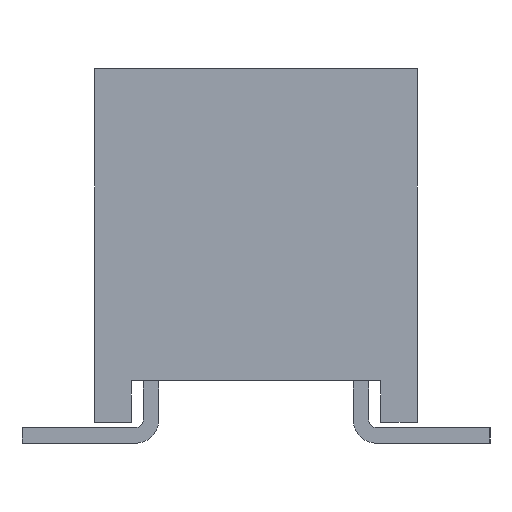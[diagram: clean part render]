
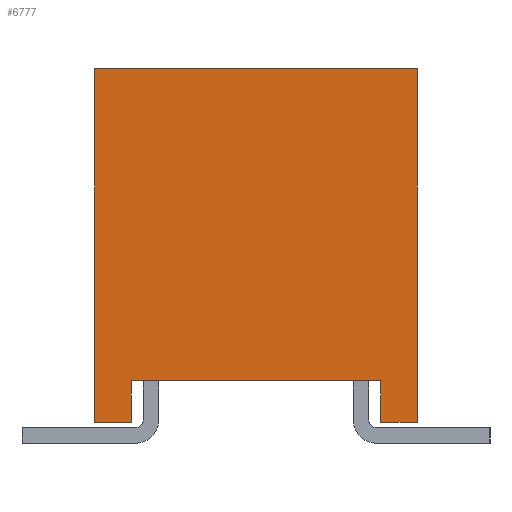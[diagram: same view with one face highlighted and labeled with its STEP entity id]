
A CAD part, left-side view. The second image highlights one B-rep face of the part: STEP entity #6777.
In plain terms, the highlighted planar face has unit normal (-1, 0, 0).
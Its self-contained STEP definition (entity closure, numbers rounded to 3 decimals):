
#401=PLANE($,#7283);
#782=FACE_OUTER_BOUND($,#1204,.T.);
#1204=EDGE_LOOP($,(#6292,#6293,#6294,#6295,#6296,#6297,#6298,#6299));
#1625=LINE($,#10081,#2473);
#1633=LINE($,#10098,#2481);
#2030=LINE($,#10892,#2878);
#2033=LINE($,#10898,#2881);
#2036=LINE($,#10905,#2884);
#2039=LINE($,#10910,#2887);
#2043=LINE($,#10916,#2891);
#2044=LINE($,#10918,#2892);
#2473=VECTOR($,#8268,2.4);
#2481=VECTOR($,#8278,3.1);
#2878=VECTOR($,#8983,0.4);
#2881=VECTOR($,#8988,0.35);
#2884=VECTOR($,#8993,0.35);
#2887=VECTOR($,#8998,3.4);
#2891=VECTOR($,#9006,3.4);
#2892=VECTOR($,#9009,0.4);
#3321=VERTEX_POINT($,#10078);
#3322=VERTEX_POINT($,#10080);
#3329=VERTEX_POINT($,#10095);
#3330=VERTEX_POINT($,#10097);
#3572=VERTEX_POINT($,#10889);
#3575=VERTEX_POINT($,#10896);
#3577=VERTEX_POINT($,#10902);
#3578=VERTEX_POINT($,#10904);
#4073=EDGE_CURVE($,#3322,#3321,#1625,.T.);
#4081=EDGE_CURVE($,#3330,#3329,#1633,.T.);
#4478=EDGE_CURVE($,#3321,#3572,#2030,.T.);
#4481=EDGE_CURVE($,#3572,#3575,#2033,.T.);
#4484=EDGE_CURVE($,#3578,#3577,#2036,.T.);
#4487=EDGE_CURVE($,#3575,#3330,#2039,.T.);
#4491=EDGE_CURVE($,#3329,#3578,#2043,.T.);
#4492=EDGE_CURVE($,#3577,#3322,#2044,.T.);
#6292=ORIENTED_EDGE($,*,*,#4081,.T.);
#6293=ORIENTED_EDGE($,*,*,#4491,.T.);
#6294=ORIENTED_EDGE($,*,*,#4484,.T.);
#6295=ORIENTED_EDGE($,*,*,#4492,.T.);
#6296=ORIENTED_EDGE($,*,*,#4073,.T.);
#6297=ORIENTED_EDGE($,*,*,#4478,.T.);
#6298=ORIENTED_EDGE($,*,*,#4481,.T.);
#6299=ORIENTED_EDGE($,*,*,#4487,.T.);
#6777=ADVANCED_FACE($,(#782),#401,.T.);
#7283=AXIS2_PLACEMENT_3D($,#10917,#9007,#9008);
#8268=DIRECTION($,(0.,-1.,0.));
#8278=DIRECTION($,(0.,1.,0.));
#8983=DIRECTION($,(0.,0.,-1.));
#8988=DIRECTION($,(0.,-1.,0.));
#8993=DIRECTION($,(0.,-1.,0.));
#8998=DIRECTION($,(0.,0.,1.));
#9006=DIRECTION($,(0.,0.,-1.));
#9007=DIRECTION('center_axis',(-1.,0.,0.));
#9008=DIRECTION('ref_axis',(0.,-1.,0.));
#9009=DIRECTION($,(0.,0.,1.));
#10078=CARTESIAN_POINT('',(-6.525,-1.2,0.6));
#10080=CARTESIAN_POINT('',(-6.525,1.2,0.6));
#10081=CARTESIAN_POINT($,(-6.525,1.2,0.6));
#10095=CARTESIAN_POINT('',(-6.525,1.55,3.6));
#10097=CARTESIAN_POINT('',(-6.525,-1.55,3.6));
#10098=CARTESIAN_POINT($,(-6.525,-1.55,3.6));
#10889=CARTESIAN_POINT('',(-6.525,-1.2,0.2));
#10892=CARTESIAN_POINT($,(-6.525,-1.2,0.6));
#10896=CARTESIAN_POINT('',(-6.525,-1.55,0.2));
#10898=CARTESIAN_POINT($,(-6.525,-1.2,0.2));
#10902=CARTESIAN_POINT('',(-6.525,1.2,0.2));
#10904=CARTESIAN_POINT('',(-6.525,1.55,0.2));
#10905=CARTESIAN_POINT($,(-6.525,1.55,0.2));
#10910=CARTESIAN_POINT($,(-6.525,-1.55,0.2));
#10916=CARTESIAN_POINT($,(-6.525,1.55,3.6));
#10917=CARTESIAN_POINT('Origin',(-6.525,0.,3.6));
#10918=CARTESIAN_POINT($,(-6.525,1.2,0.2));
